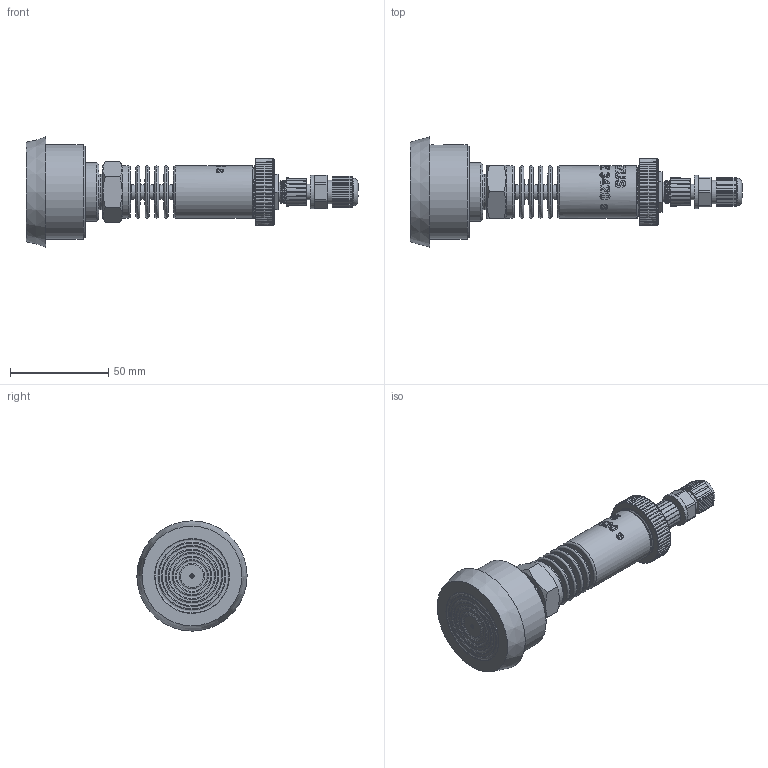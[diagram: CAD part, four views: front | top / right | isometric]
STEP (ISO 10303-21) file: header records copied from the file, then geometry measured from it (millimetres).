
FILE_DESCRIPTION(/* description */ (''),/* implementation_level */ '2;1');
FILE_NAME(/* name */ 'APZ3420s_TapperDN40_radiator_4.step',/* time_stamp */ '2021-07-08T13:55:07+03:00',/* author */ (''),/* organization */ (''),/* preprocessor_version */ 'ST-DEVELOPER v18.1',/* originating_system */ 'Autodesk Translation Framework v10.9.0.1377',/* authorisation */ '');
FILE_SCHEMA (('AUTOMOTIVE_DESIGN { 1 0 10303 214 3 1 1 }'));
Products named in the file (7): АПЗ 3420S заполненная; OMAL nut M27x1.5; M12x1 male; Ш100.000.002; M12x1 female straight; G1\2EN radiator; Tapper socket DN40 diaphragm 38 v5 (1)
Assembly tree (6 placements, depth 2):
  АПЗ 3420S заполненная
    OMAL nut M27x1.5
    M12x1 male
    Ш100.000.002
    M12x1 female straight
    G1\2EN radiator
    Tapper socket DN40 diaphragm 38 v5 (1)
Bounding box: 168.72 x 56 x 56 mm (x, y, z)
Volume: 113549.8 mm3; surface area: 38812.8 mm2
Topology: 18 solids, 18 shells, 1047 faces, 2879 edges, 1924 vertices
Faces by surface type: bspline 500, plane 287, cylinder 169, cone 53, torus 38
Full cylindrical faces by diameter (mm): 1 x12, 1.5 x4, 2 x1, 3 x1, 3.3 x1, 5 x1, 6 x3, 7 x1, 7.3 x1, 7.5 x5, 8 x3, 8.2 x1, 10.293 x1, 10.6 x2, 10.741 x6, 11.884 x5, 12 x1, 14 x2, 14.137 x4, 14.526 x3, 15.85 x3, 16.203 x3, 16.7 x1, 17 x1, 17.5 x1, 18 x1, 18.631 x6, 20.955 x7, 21.4 x2, 22 x1
Entity records: 63666 total; most frequent: CARTESIAN_POINT 40673, ORIENTED_EDGE 5752, DIRECTION 3050, EDGE_CURVE 2876, VERTEX_POINT 1923, B_SPLINE_CURVE_WITH_KNOTS 1314, EDGE_LOOP 1123, FACE_OUTER_BOUND 1047
